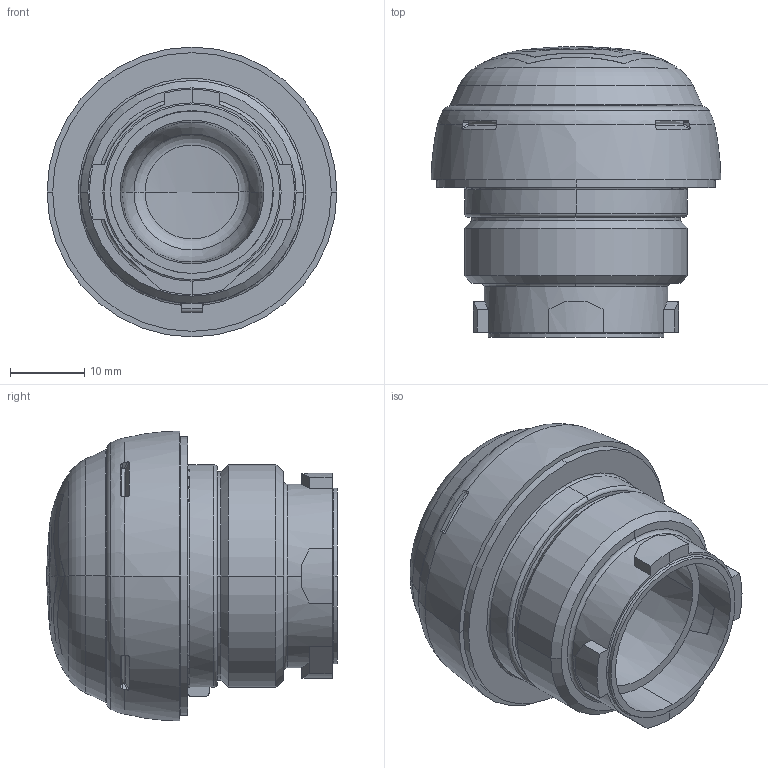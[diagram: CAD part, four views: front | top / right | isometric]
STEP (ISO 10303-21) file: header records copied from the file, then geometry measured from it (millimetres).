
FILE_DESCRIPTION((''),'2;1');
FILE_NAME('05-1141-0455_EINSATZGEH__B2','2023-09-21T14:25:58',('Beil'),(''),'CREO PARAMETRIC BY PTC INC, 2019030','CREO PARAMETRIC BY PTC INC, 2019030','');
FILE_SCHEMA(('CONFIG_CONTROL_DESIGN','SHAPE_APPEARANCE_LAYERS_GROUPS'));
Length unit declared in the file: millimetre
Products named in the file (1): 05-1141-0455_EINSATZGEH__B2
Bounding box: 39 x 39.1 x 39 mm (x, y, z)
Volume: 19964.4 mm3; surface area: 9432.3 mm2
Topology: 1 solids, 4 shells, 279 faces, 743 edges, 470 vertices
Faces by surface type: plane 85, bspline 55, cylinder 46, extrusion 35, cone 31, torus 20, sphere 7
Entity records: 14729 total; most frequent: CARTESIAN_POINT 5967, ORIENTED_EDGE 1478, DIRECTION 1130, PRESENTATION_STYLE_ASSIGNMENT 747, STYLED_ITEM 740, CURVE_STYLE 739, EDGE_CURVE 739, VERTEX_POINT 470
